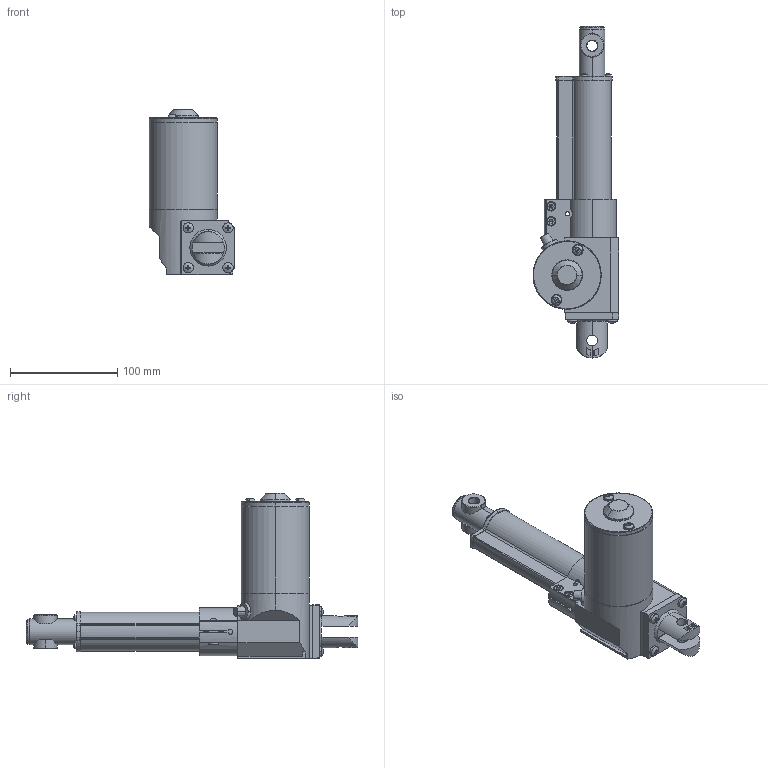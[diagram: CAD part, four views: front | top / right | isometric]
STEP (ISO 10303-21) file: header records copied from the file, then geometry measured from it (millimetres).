
FILE_DESCRIPTION (( 'STEP AP214' ), '1' );
FILE_NAME ('801.STEP', '2020-07-23T01:28:28', ( '' ), ( '' ), 'SwSTEP 2.0', 'SolidWorks 2012', '' );
FILE_SCHEMA (( 'AUTOMOTIVE_DESIGN' ));
Length unit declared in the file: millimetre
Products named in the file (1): 801
Bounding box: 80.24 x 309.9 x 154.21 mm (x, y, z)
Volume: 805815.8 mm3; surface area: 83531 mm2
Topology: 5 solids, 7 shells, 567 faces, 1427 edges, 908 vertices
Faces by surface type: plane 303, cylinder 115, cone 99, bspline 50
Entity records: 24690 total; most frequent: CARTESIAN_POINT 5170, ORIENTED_EDGE 2838, DIRECTION 2678, EDGE_CURVE 1419, AXIS2_PLACEMENT_3D 970, VERTEX_POINT 908, LINE 738, VECTOR 738
